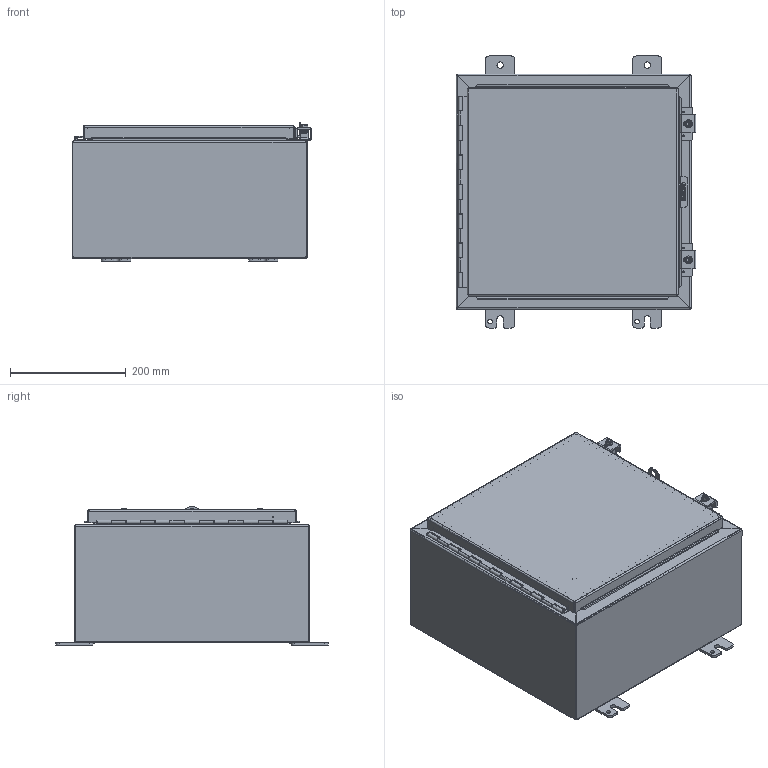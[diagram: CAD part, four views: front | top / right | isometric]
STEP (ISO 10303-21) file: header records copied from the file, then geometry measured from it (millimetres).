
FILE_DESCRIPTION((''),'2;1');
FILE_NAME('N12161608.stp','2012-03-23T09:41:30',('dnichola'),(''),'Autodesk Inventor 2012','Autodesk Inventor 2012','');
FILE_SCHEMA(('AUTOMOTIVE_DESIGN { 1 0 10303 214 1 1 1 1 }'));
Length unit declared in the file: inch
Products named in the file (19): N12161608; 34840; 38420; N12161608BKP; 32911; 14x14; 38846; N121616LID; 328103; 328103T; 328103L; 328103P-1; 388116; HFW30825; HFW30825-1; HFW30825-2; HFW30825-3; HFW30825-4; 30817
Assembly tree (26 placements, depth 3):
  N12161608
    34840  x4
    38420
    N12161608BKP
    32911
    14x14
    38846
    N121616LID
    328103
      328103T
      328103L
      328103P-1
    388116  x4
    HFW30825  x2
      HFW30825-1
      HFW30825-2
      HFW30825-3
      HFW30825-4
    30817  x2
Bounding box: 414.29 x 469.9 x 239.02 mm (x, y, z)
Volume: 1594198 mm3; surface area: 1622793.8 mm2
Topology: 27 solids, 27 shells, 914 faces, 2200 edges, 1396 vertices
Faces by surface type: plane 489, cylinder 308, bspline 71, torus 24, sphere 12, cone 10
Full cylindrical faces by diameter (mm): 2.794 x14, 2.921 x2, 3.048 x25, 3.967 x1, 5.359 x2, 6.35 x3, 7.137 x2, 7.95 x4, 8.382 x8, 8.56 x1, 8.89 x2, 11.125 x4, 12.7 x3, 13.208 x2, 15.875 x4
Entity records: 23749 total; most frequent: CARTESIAN_POINT 6371, DIRECTION 3404, ORIENTED_EDGE 3244, EDGE_CURVE 1622, AXIS2_PLACEMENT_3D 1185, VERTEX_POINT 1062, VECTOR 1034, LINE 1034
